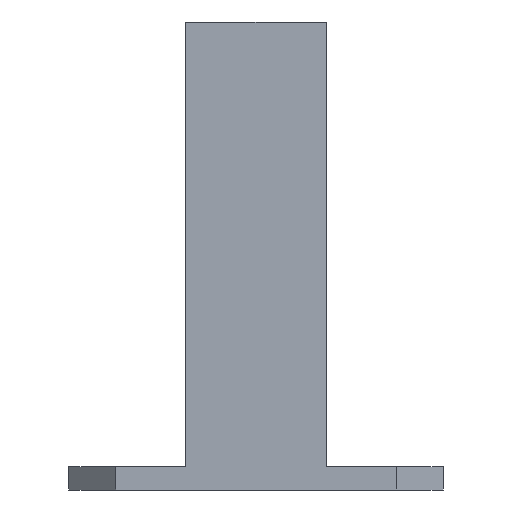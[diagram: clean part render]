
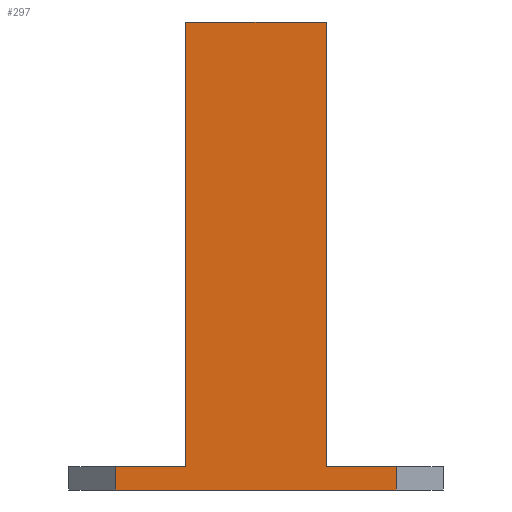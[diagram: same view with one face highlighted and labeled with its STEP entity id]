
A CAD part, left-side view. The second image highlights one B-rep face of the part: STEP entity #297.
In plain terms, the highlighted planar face has unit normal (-1, 0, 0).
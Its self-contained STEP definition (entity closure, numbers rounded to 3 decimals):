
#297 = ADVANCED_FACE( '', ( #2093 ), #2094, .F. );
#2093 = FACE_OUTER_BOUND( '', #5882, .T. );
#2094 = PLANE( '', #5883 );
#5882 = EDGE_LOOP( '', ( #10680, #10681, #10682, #10683, #10684, #10685, #10686, #10687 ) );
#5883 = AXIS2_PLACEMENT_3D( '', #10688, #10689, #10690 );
#10680 = ORIENTED_EDGE( '', *, *, #16431, .F. );
#10681 = ORIENTED_EDGE( '', *, *, #15891, .T. );
#10682 = ORIENTED_EDGE( '', *, *, #16193, .T. );
#10683 = ORIENTED_EDGE( '', *, *, #15456, .T. );
#10684 = ORIENTED_EDGE( '', *, *, #16177, .F. );
#10685 = ORIENTED_EDGE( '', *, *, #16430, .F. );
#10686 = ORIENTED_EDGE( '', *, *, #16432, .F. );
#10687 = ORIENTED_EDGE( '', *, *, #16433, .T. );
#10688 = CARTESIAN_POINT( '', ( -400., 400., 50. ) );
#10689 = DIRECTION( '', ( 1., 0., 0. ) );
#10690 = DIRECTION( '', ( 0., 1., 0. ) );
#15456 = EDGE_CURVE( '', #17399, #17396, #17400, .T. );
#15891 = EDGE_CURVE( '', #18188, #18192, #18194, .T. );
#16177 = EDGE_CURVE( '', #18661, #17396, #18663, .T. );
#16193 = EDGE_CURVE( '', #18192, #17399, #18686, .T. );
#16430 = EDGE_CURVE( '', #19154, #18661, #19156, .T. );
#16431 = EDGE_CURVE( '', #18188, #19157, #19158, .T. );
#16432 = EDGE_CURVE( '', #19159, #19154, #19160, .T. );
#16433 = EDGE_CURVE( '', #19159, #19157, #19161, .T. );
#17396 = VERTEX_POINT( '', #20657 );
#17399 = VERTEX_POINT( '', #20661 );
#17400 = LINE( '', #20662, #20663 );
#18188 = VERTEX_POINT( '', #23564 );
#18192 = VERTEX_POINT( '', #23570 );
#18194 = LINE( '', #23573, #23574 );
#18661 = VERTEX_POINT( '', #26355 );
#18663 = LINE( '', #26358, #26359 );
#18686 = LINE( '', #26392, #26393 );
#19154 = VERTEX_POINT( '', #26867 );
#19156 = LINE( '', #26870, #26871 );
#19157 = VERTEX_POINT( '', #26872 );
#19158 = LINE( '', #26873, #26874 );
#19159 = VERTEX_POINT( '', #26875 );
#19160 = LINE( '', #26876, #26877 );
#19161 = LINE( '', #26878, #26879 );
#20657 = CARTESIAN_POINT( '', ( -400., -300., 50. ) );
#20661 = CARTESIAN_POINT( '', ( -400., -300., 0. ) );
#20662 = CARTESIAN_POINT( '', ( -400., -300., 50. ) );
#20663 = VECTOR( '', #28891, 1000. );
#23564 = CARTESIAN_POINT( '', ( -400., 300., 50. ) );
#23570 = CARTESIAN_POINT( '', ( -400., 300., 0. ) );
#23573 = CARTESIAN_POINT( '', ( -400., 300., 50. ) );
#23574 = VECTOR( '', #29716, 1000. );
#26355 = CARTESIAN_POINT( '', ( -400., -150., 50. ) );
#26358 = CARTESIAN_POINT( '', ( -400., 400., 50. ) );
#26359 = VECTOR( '', #30247, 1000. );
#26392 = CARTESIAN_POINT( '', ( -400., 400., 0. ) );
#26393 = VECTOR( '', #30273, 1000. );
#26867 = CARTESIAN_POINT( '', ( -400., -150., 1000. ) );
#26870 = CARTESIAN_POINT( '', ( -400., -150., 1000. ) );
#26871 = VECTOR( '', #30968, 1000. );
#26872 = CARTESIAN_POINT( '', ( -400., 150., 50. ) );
#26873 = CARTESIAN_POINT( '', ( -400., 400., 50. ) );
#26874 = VECTOR( '', #30969, 1000. );
#26875 = CARTESIAN_POINT( '', ( -400., 150., 1000. ) );
#26876 = CARTESIAN_POINT( '', ( -400., 150., 1000. ) );
#26877 = VECTOR( '', #30970, 1000. );
#26878 = CARTESIAN_POINT( '', ( -400., 150., 1000. ) );
#26879 = VECTOR( '', #30971, 1000. );
#28891 = DIRECTION( '', ( 0., 0., 1. ) );
#29716 = DIRECTION( '', ( 0., 0., -1. ) );
#30247 = DIRECTION( '', ( 0., -1., 0. ) );
#30273 = DIRECTION( '', ( 0., -1., 0. ) );
#30968 = DIRECTION( '', ( 0., 0., -1. ) );
#30969 = DIRECTION( '', ( 0., -1., 0. ) );
#30970 = DIRECTION( '', ( 0., -1., 0. ) );
#30971 = DIRECTION( '', ( 0., 0., -1. ) );
